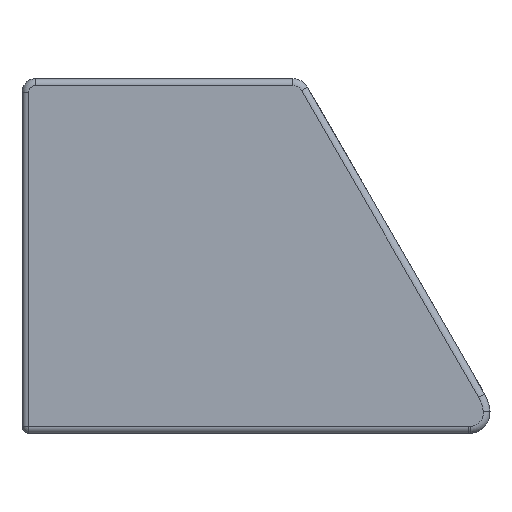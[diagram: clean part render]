
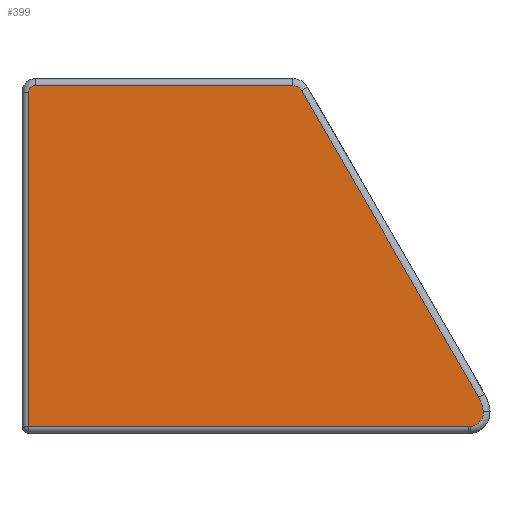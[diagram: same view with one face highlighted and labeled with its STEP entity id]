
A CAD part, front view. The second image highlights one B-rep face of the part: STEP entity #399.
In plain terms, the highlighted planar face has unit normal (0, -1, 0).
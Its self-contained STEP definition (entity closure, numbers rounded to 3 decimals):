
#399=ADVANCED_FACE('',(#1533),#1535,.T.);
#1533=FACE_BOUND('',#1534,.T.);
#1534=EDGE_LOOP('',(#2422,#2423,#2424,#2425,#2426,#2427,#2428,#2429,#2430));
#1535=PLANE('',#1536);
#1536=AXIS2_PLACEMENT_3D('',#1537,#1538,#1539);
#1537=CARTESIAN_POINT('',(-35.,-60.,0.));
#1538=DIRECTION('',(0.,-1.,0.));
#1539=DIRECTION('',(1.,0.,0.));
#2422=ORIENTED_EDGE('',*,*,#3060,.F.);
#2423=ORIENTED_EDGE('',*,*,#3061,.T.);
#2424=ORIENTED_EDGE('',*,*,#3062,.F.);
#2425=ORIENTED_EDGE('',*,*,#3063,.F.);
#2426=ORIENTED_EDGE('',*,*,#3064,.F.);
#2427=ORIENTED_EDGE('',*,*,#3065,.T.);
#2428=ORIENTED_EDGE('',*,*,#3066,.F.);
#2429=ORIENTED_EDGE('',*,*,#3067,.F.);
#2430=ORIENTED_EDGE('',*,*,#3068,.F.);
#3060=EDGE_CURVE('',#3512,#3513,#3514,.T.);
#3061=EDGE_CURVE('',#3512,#3515,#3516,.T.);
#3062=EDGE_CURVE('',#3517,#3515,#3518,.F.);
#3063=EDGE_CURVE('',#3519,#3517,#3520,.F.);
#3064=EDGE_CURVE('',#3521,#3519,#3522,.F.);
#3065=EDGE_CURVE('',#3521,#3523,#3524,.F.);
#3066=EDGE_CURVE('',#3525,#3523,#3526,.F.);
#3067=EDGE_CURVE('',#3527,#3525,#3528,.T.);
#3068=EDGE_CURVE('',#3513,#3527,#3529,.F.);
#3512=VERTEX_POINT('',#4418);
#3513=VERTEX_POINT('',#4419);
#3514=LINE('',#4420,#4421);
#3515=VERTEX_POINT('',#4423);
#3516=LINE('',#4424,#4425);
#3517=VERTEX_POINT('',#4427);
#3518=CIRCLE('',#4428,5.);
#3519=VERTEX_POINT('',#4432);
#3520=CIRCLE('',#4433,2.);
#3521=VERTEX_POINT('',#4437);
#3522=CIRCLE('',#4438,5.);
#3523=VERTEX_POINT('',#4442);
#3524=LINE('',#4443,#4444);
#3525=VERTEX_POINT('',#4446);
#3526=CIRCLE('',#4447,1.5);
#3527=VERTEX_POINT('',#4451);
#3528=LINE('',#4452,#4453);
#3529=CIRCLE('',#4455,1.);
#4418=CARTESIAN_POINT('',(-34.,-60.,1.));
#4419=CARTESIAN_POINT('',(-34.,-60.,50.));
#4420=CARTESIAN_POINT('',(-34.,-60.,1.));
#4421=VECTOR('',#4422,1.);
#4422=DIRECTION('',(0.,0.,1.));
#4423=CARTESIAN_POINT('',(30.528,-60.,1.));
#4424=CARTESIAN_POINT('',(-34.,-60.,1.));
#4425=VECTOR('',#4426,1.);
#4426=DIRECTION('',(1.,0.,0.));
#4427=CARTESIAN_POINT('',(30.685,-60.,1.002));
#4428=AXIS2_PLACEMENT_3D('',#4429,#4430,#4431);
#4429=CARTESIAN_POINT('',(30.528,-60.,6.));
#4430=DIRECTION('',(0.,-1.,0.));
#4431=DIRECTION('',(0.,0.,-1.));
#4432=CARTESIAN_POINT('',(32.616,-60.,3.161));
#4433=AXIS2_PLACEMENT_3D('',#4434,#4435,#4436);
#4434=CARTESIAN_POINT('',(30.622,-60.,3.001));
#4435=DIRECTION('',(0.,-1.,0.));
#4436=DIRECTION('',(0.031,0.,-1.));
#4437=CARTESIAN_POINT('',(31.962,-60.,5.262));
#4438=AXIS2_PLACEMENT_3D('',#4439,#4440,#4441);
#4439=CARTESIAN_POINT('',(27.632,-60.,2.762));
#4440=DIRECTION('',(0.,-1.,0.));
#4441=DIRECTION('',(0.997,0.,0.08));
#4442=CARTESIAN_POINT('',(5.988,-60.,50.25));
#4443=CARTESIAN_POINT('',(5.988,-60.,50.25));
#4444=VECTOR('',#4445,1.);
#4445=DIRECTION('',(0.5,0.,-0.866));
#4446=CARTESIAN_POINT('',(4.689,-60.,51.));
#4447=AXIS2_PLACEMENT_3D('',#4448,#4449,#4450);
#4448=CARTESIAN_POINT('',(4.689,-60.,49.5));
#4449=DIRECTION('',(0.,-1.,0.));
#4450=DIRECTION('',(0.866,0.,0.5));
#4451=CARTESIAN_POINT('',(-33.,-60.,51.));
#4452=CARTESIAN_POINT('',(-33.,-60.,51.));
#4453=VECTOR('',#4454,1.);
#4454=DIRECTION('',(1.,0.,0.));
#4455=AXIS2_PLACEMENT_3D('',#4456,#4457,#4458);
#4456=CARTESIAN_POINT('',(-33.,-60.,50.));
#4457=DIRECTION('',(0.,-1.,0.));
#4458=DIRECTION('',(0.,0.,1.));
